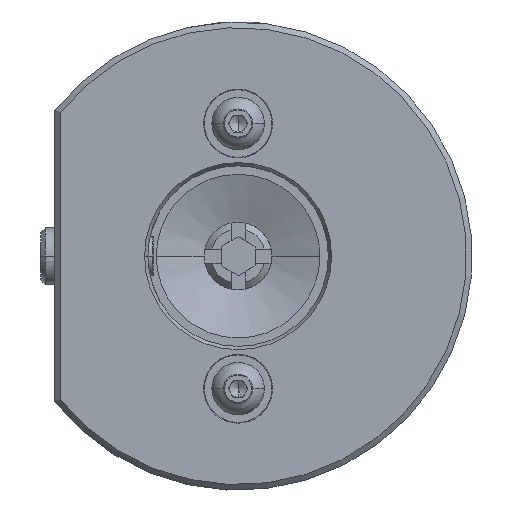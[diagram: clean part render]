
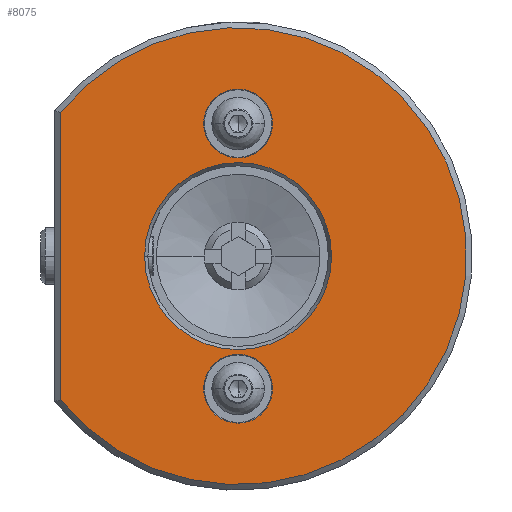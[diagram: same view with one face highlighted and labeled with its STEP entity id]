
A CAD part, left-side view. The second image highlights one B-rep face of the part: STEP entity #8075.
In plain terms, the highlighted planar face has unit normal (-1, 0, 0).
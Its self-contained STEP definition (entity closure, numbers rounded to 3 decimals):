
#875=DIRECTION('',(0.,0.,-1.));
#876=VECTOR('',#875,50.912);
#877=CARTESIAN_POINT('',(-75.,31.5,25.456));
#878=LINE('',#877,#876);
#879=CARTESIAN_POINT('',(-75.,0.,0.));
#880=DIRECTION('',(1.,0.,0.));
#881=DIRECTION('',(0.,-1.,0.));
#882=AXIS2_PLACEMENT_3D('',#879,#880,#881);
#884=CARTESIAN_POINT('',(-75.,0.,0.));
#885=DIRECTION('',(1.,0.,0.));
#886=DIRECTION('',(0.,1.,0.));
#887=AXIS2_PLACEMENT_3D('',#884,#885,#886);
#889=CARTESIAN_POINT('',(-75.,0.,-23.5));
#890=DIRECTION('',(1.,0.,0.));
#891=DIRECTION('',(0.,0.,1.));
#892=AXIS2_PLACEMENT_3D('',#889,#890,#891);
#894=CARTESIAN_POINT('',(-75.,0.,-23.5));
#895=DIRECTION('',(1.,0.,0.));
#896=DIRECTION('',(0.,0.,-1.));
#897=AXIS2_PLACEMENT_3D('',#894,#895,#896);
#899=CARTESIAN_POINT('',(-75.,0.,23.5));
#900=DIRECTION('',(1.,0.,0.));
#901=DIRECTION('',(0.,0.,1.));
#902=AXIS2_PLACEMENT_3D('',#899,#900,#901);
#904=CARTESIAN_POINT('',(-75.,0.,23.5));
#905=DIRECTION('',(1.,0.,0.));
#906=DIRECTION('',(0.,0.,-1.));
#907=AXIS2_PLACEMENT_3D('',#904,#905,#906);
#914=CARTESIAN_POINT('',(-75.,0.,0.));
#915=DIRECTION('',(-1.,0.,0.));
#916=DIRECTION('',(0.,0.778,-0.629));
#917=AXIS2_PLACEMENT_3D('',#914,#915,#916);
#6863=CARTESIAN_POINT('',(-75.,-16.577,0.));
#6864=CARTESIAN_POINT('',(-75.,16.577,0.));
#6865=VERTEX_POINT('',#6863);
#6866=VERTEX_POINT('',#6864);
#6885=CARTESIAN_POINT('',(-75.,0.,-17.4));
#6886=CARTESIAN_POINT('',(-75.,0.,-29.6));
#6887=VERTEX_POINT('',#6885);
#6888=VERTEX_POINT('',#6886);
#6889=CARTESIAN_POINT('',(-75.,0.,29.6));
#6890=CARTESIAN_POINT('',(-75.,0.,17.4));
#6891=VERTEX_POINT('',#6889);
#6892=VERTEX_POINT('',#6890);
#6903=CARTESIAN_POINT('',(-75.,31.5,-25.456));
#6904=CARTESIAN_POINT('',(-75.,31.5,25.456));
#6905=VERTEX_POINT('',#6903);
#6906=VERTEX_POINT('',#6904);
#8047=CARTESIAN_POINT('',(-75.,0.,0.));
#8048=DIRECTION('',(1.,0.,0.));
#8049=DIRECTION('',(0.,-1.,0.));
#8050=AXIS2_PLACEMENT_3D('',#8047,#8048,#8049);
#8051=PLANE('',#8050);
#8053=ORIENTED_EDGE('',*,*,#8052,.F.);
#8055=ORIENTED_EDGE('',*,*,#8054,.F.);
#8056=EDGE_LOOP('',(#8053,#8055));
#8057=FACE_OUTER_BOUND('',#8056,.F.);
#8058=ORIENTED_EDGE('',*,*,#8037,.F.);
#8060=ORIENTED_EDGE('',*,*,#8059,.F.);
#8061=EDGE_LOOP('',(#8058,#8060));
#8062=FACE_BOUND('',#8061,.F.);
#8064=ORIENTED_EDGE('',*,*,#8063,.F.);
#8066=ORIENTED_EDGE('',*,*,#8065,.F.);
#8067=EDGE_LOOP('',(#8064,#8066));
#8068=FACE_BOUND('',#8067,.F.);
#8070=ORIENTED_EDGE('',*,*,#8069,.F.);
#8072=ORIENTED_EDGE('',*,*,#8071,.F.);
#8073=EDGE_LOOP('',(#8070,#8072));
#8074=FACE_BOUND('',#8073,.F.);
#8075=ADVANCED_FACE('',(#8057,#8062,#8068,#8074),#8051,.F.);
#883=CIRCLE('',#882,16.577);
#888=CIRCLE('',#887,16.577);
#893=CIRCLE('',#892,6.1);
#898=CIRCLE('',#897,6.1);
#903=CIRCLE('',#902,6.1);
#908=CIRCLE('',#907,6.1);
#918=CIRCLE('',#917,40.5);
#8037=EDGE_CURVE('',#6865,#6866,#883,.T.);
#8052=EDGE_CURVE('',#6905,#6906,#918,.T.);
#8054=EDGE_CURVE('',#6906,#6905,#878,.T.);
#8059=EDGE_CURVE('',#6866,#6865,#888,.T.);
#8063=EDGE_CURVE('',#6887,#6888,#893,.T.);
#8065=EDGE_CURVE('',#6888,#6887,#898,.T.);
#8069=EDGE_CURVE('',#6891,#6892,#903,.T.);
#8071=EDGE_CURVE('',#6892,#6891,#908,.T.);
